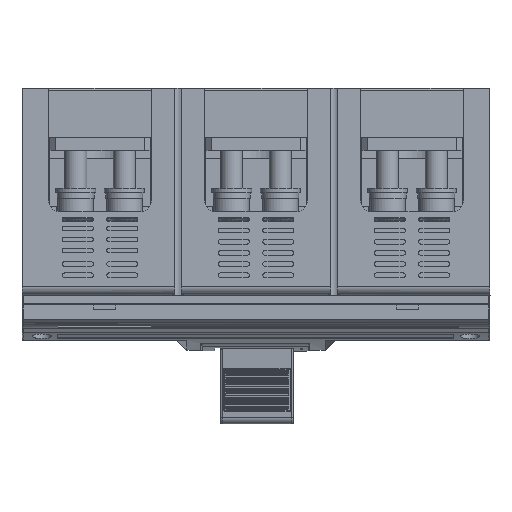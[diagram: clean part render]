
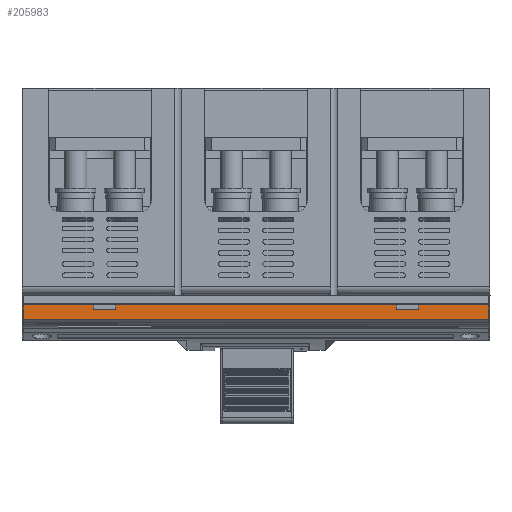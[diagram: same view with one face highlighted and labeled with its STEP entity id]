
A CAD part, top view. The second image highlights one B-rep face of the part: STEP entity #205983.
In plain terms, the highlighted face is planar.
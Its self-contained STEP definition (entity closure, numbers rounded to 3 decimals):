
#968 = VERTEX_POINT ( 'NONE', #35664 ) ;
#3043 = DIRECTION ( 'NONE',  ( 0., 0., -1. ) ) ;
#6589 = ORIENTED_EDGE ( 'NONE', *, *, #120983, .T. ) ;
#9600 = ORIENTED_EDGE ( 'NONE', *, *, #112531, .T. ) ;
#11291 = LINE ( 'NONE', #216398, #24488 ) ;
#14936 = CARTESIAN_POINT ( 'NONE',  ( -1.449, 225.75, 22.714 ) ) ;
#15422 = EDGE_CURVE ( 'NONE', #117629, #59069, #200500, .T. ) ;
#16891 = CARTESIAN_POINT ( 'NONE',  ( 207.551, 225.75, 16.2 ) ) ;
#18068 = VECTOR ( 'NONE', #231220, 1000. ) ;
#19935 = VERTEX_POINT ( 'NONE', #16891 ) ;
#24488 = VECTOR ( 'NONE', #126030, 1000. ) ;
#35202 = VECTOR ( 'NONE', #221688, 1000. ) ;
#35664 = CARTESIAN_POINT ( 'NONE',  ( 207.551, 225.75, 22.714 ) ) ;
#39641 = ORIENTED_EDGE ( 'NONE', *, *, #87718, .F. ) ;
#41116 = CARTESIAN_POINT ( 'NONE',  ( 176.051, 225.75, 16.2 ) ) ;
#41550 = CARTESIAN_POINT ( 'NONE',  ( 208.051, 225.75, 24.9 ) ) ;
#41633 = DIRECTION ( 'NONE',  ( -1., 0., 0. ) ) ;
#42667 = VECTOR ( 'NONE', #103048, 1000. ) ;
#43509 = ORIENTED_EDGE ( 'NONE', *, *, #162296, .T. ) ;
#45257 = DIRECTION ( 'NONE',  ( 1., 0., 0. ) ) ;
#46533 = VERTEX_POINT ( 'NONE', #134297 ) ;
#55880 = VECTOR ( 'NONE', #223559, 1000. ) ;
#56039 = EDGE_LOOP ( 'NONE', ( #120373, #108204, #6589, #208314, #229189, #43509, #155967, #140465, #97032, #226930, #39641, #9600 ) ) ;
#59055 = CARTESIAN_POINT ( 'NONE',  ( 166.051, 225.75, 18.2 ) ) ;
#59069 = VERTEX_POINT ( 'NONE', #84136 ) ;
#59754 = FACE_OUTER_BOUND ( 'NONE', #56039, .T. ) ;
#59844 = LINE ( 'NONE', #170909, #70032 ) ;
#60978 = DIRECTION ( 'NONE',  ( 0., 0., -1. ) ) ;
#67184 = VERTEX_POINT ( 'NONE', #100273 ) ;
#70032 = VECTOR ( 'NONE', #41633, 1000. ) ;
#71578 = CARTESIAN_POINT ( 'NONE',  ( -1.449, 225.75, 22.714 ) ) ;
#78237 = VERTEX_POINT ( 'NONE', #165588 ) ;
#79572 = VECTOR ( 'NONE', #124178, 1000. ) ;
#82724 = DIRECTION ( 'NONE',  ( 0., 0., -1. ) ) ;
#83431 = CARTESIAN_POINT ( 'NONE',  ( 176.051, 225.75, 18.2 ) ) ;
#84136 = CARTESIAN_POINT ( 'NONE',  ( -1.449, 225.75, 16.2 ) ) ;
#87718 = EDGE_CURVE ( 'NONE', #19935, #968, #168520, .T. ) ;
#97032 = ORIENTED_EDGE ( 'NONE', *, *, #15422, .F. ) ;
#98575 = CARTESIAN_POINT ( 'NONE',  ( 30.051, 225.75, 18.2 ) ) ;
#100273 = CARTESIAN_POINT ( 'NONE',  ( 166.051, 225.75, 16.2 ) ) ;
#102448 = CARTESIAN_POINT ( 'NONE',  ( 40.051, 225.75, 16.2 ) ) ;
#103048 = DIRECTION ( 'NONE',  ( -1., 0., 0. ) ) ;
#104224 = LINE ( 'NONE', #178757, #42667 ) ;
#104672 = VECTOR ( 'NONE', #3043, 1000. ) ;
#108204 = ORIENTED_EDGE ( 'NONE', *, *, #184242, .T. ) ;
#112531 = EDGE_CURVE ( 'NONE', #19935, #139011, #104224, .T. ) ;
#113055 = LINE ( 'NONE', #41116, #178651 ) ;
#117629 = VERTEX_POINT ( 'NONE', #71578 ) ;
#120373 = ORIENTED_EDGE ( 'NONE', *, *, #213842, .T. ) ;
#120983 = EDGE_CURVE ( 'NONE', #151435, #67184, #189650, .T. ) ;
#123607 = DIRECTION ( 'NONE',  ( 0., 0., -1. ) ) ;
#124178 = DIRECTION ( 'NONE',  ( 0., 0., -1. ) ) ;
#124918 = VERTEX_POINT ( 'NONE', #155545 ) ;
#126030 = DIRECTION ( 'NONE',  ( 1., 0., 0. ) ) ;
#132312 = EDGE_CURVE ( 'NONE', #158732, #145797, #175508, .T. ) ;
#134297 = CARTESIAN_POINT ( 'NONE',  ( 40.051, 225.75, 16.2 ) ) ;
#136135 = CARTESIAN_POINT ( 'NONE',  ( 30.051, 225.75, 16.2 ) ) ;
#136675 = DIRECTION ( 'NONE',  ( 0., 1., 0. ) ) ;
#139011 = VERTEX_POINT ( 'NONE', #149479 ) ;
#140465 = ORIENTED_EDGE ( 'NONE', *, *, #172264, .T. ) ;
#141579 = LINE ( 'NONE', #102448, #141671 ) ;
#141671 = VECTOR ( 'NONE', #45257, 1000. ) ;
#142193 = CARTESIAN_POINT ( 'NONE',  ( 30.051, 225.75, 18.2 ) ) ;
#144129 = CARTESIAN_POINT ( 'NONE',  ( 166.051, 225.75, 18.2 ) ) ;
#145797 = VERTEX_POINT ( 'NONE', #136135 ) ;
#149479 = CARTESIAN_POINT ( 'NONE',  ( 176.051, 225.75, 16.2 ) ) ;
#151435 = VERTEX_POINT ( 'NONE', #144129 ) ;
#155545 = CARTESIAN_POINT ( 'NONE',  ( 40.051, 225.75, 18.2 ) ) ;
#155967 = ORIENTED_EDGE ( 'NONE', *, *, #132312, .T. ) ;
#158732 = VERTEX_POINT ( 'NONE', #142193 ) ;
#160800 = CARTESIAN_POINT ( 'NONE',  ( 40.051, 225.75, 18.2 ) ) ;
#162296 = EDGE_CURVE ( 'NONE', #124918, #158732, #240033, .T. ) ;
#165588 = CARTESIAN_POINT ( 'NONE',  ( 176.051, 225.75, 18.2 ) ) ;
#167636 = EDGE_CURVE ( 'NONE', #124918, #46533, #214528, .T. ) ;
#168520 = LINE ( 'NONE', #221098, #55880 ) ;
#170909 = CARTESIAN_POINT ( 'NONE',  ( 30.051, 225.75, 16.2 ) ) ;
#172264 = EDGE_CURVE ( 'NONE', #145797, #59069, #59844, .T. ) ;
#175508 = LINE ( 'NONE', #98575, #231716 ) ;
#178651 = VECTOR ( 'NONE', #204674, 1000. ) ;
#178757 = CARTESIAN_POINT ( 'NONE',  ( 207.551, 225.75, 16.2 ) ) ;
#182600 = CARTESIAN_POINT ( 'NONE',  ( 40.051, 225.75, 18.2 ) ) ;
#184242 = EDGE_CURVE ( 'NONE', #78237, #151435, #232456, .T. ) ;
#189650 = LINE ( 'NONE', #59055, #104672 ) ;
#194662 = EDGE_CURVE ( 'NONE', #46533, #67184, #141579, .T. ) ;
#200500 = LINE ( 'NONE', #14936, #216665 ) ;
#204674 = DIRECTION ( 'NONE',  ( 0., 0., 1. ) ) ;
#205983 = ADVANCED_FACE ( 'NONE', ( #59754 ), #229459, .T. ) ;
#208314 = ORIENTED_EDGE ( 'NONE', *, *, #194662, .F. ) ;
#213842 = EDGE_CURVE ( 'NONE', #139011, #78237, #113055, .T. ) ;
#214528 = LINE ( 'NONE', #160800, #79572 ) ;
#216398 = CARTESIAN_POINT ( 'NONE',  ( -1.449, 225.75, 22.714 ) ) ;
#216665 = VECTOR ( 'NONE', #123607, 1000. ) ;
#221098 = CARTESIAN_POINT ( 'NONE',  ( 207.551, 225.75, 16.2 ) ) ;
#221688 = DIRECTION ( 'NONE',  ( -1., 0., 0. ) ) ;
#222777 = EDGE_CURVE ( 'NONE', #117629, #968, #11291, .T. ) ;
#223559 = DIRECTION ( 'NONE',  ( 0., 0., 1. ) ) ;
#225929 = AXIS2_PLACEMENT_3D ( 'NONE', #41550, #136675, #60978 ) ;
#226930 = ORIENTED_EDGE ( 'NONE', *, *, #222777, .T. ) ;
#229189 = ORIENTED_EDGE ( 'NONE', *, *, #167636, .F. ) ;
#229459 = PLANE ( 'NONE',  #225929 ) ;
#231220 = DIRECTION ( 'NONE',  ( -1., 0., 0. ) ) ;
#231716 = VECTOR ( 'NONE', #82724, 1000. ) ;
#232456 = LINE ( 'NONE', #83431, #18068 ) ;
#240033 = LINE ( 'NONE', #182600, #35202 ) ;
